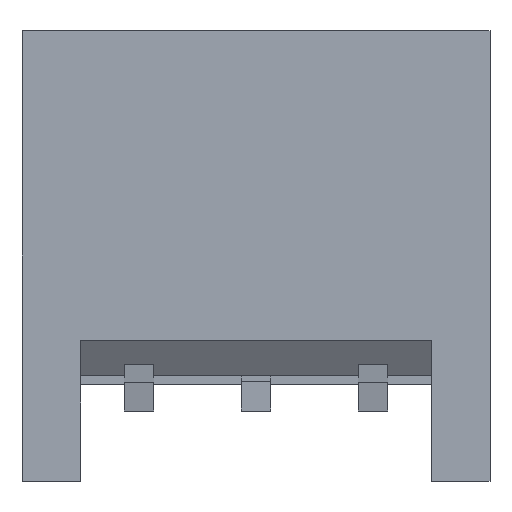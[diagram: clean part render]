
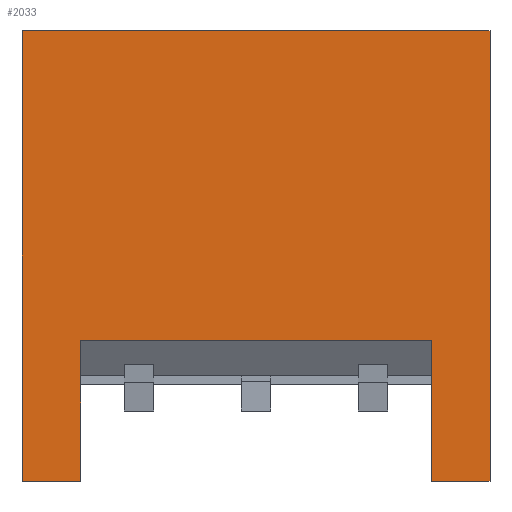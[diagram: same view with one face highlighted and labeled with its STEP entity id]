
A CAD part, front view. The second image highlights one B-rep face of the part: STEP entity #2033.
In plain terms, the highlighted planar face has unit normal (0, -1, 0).
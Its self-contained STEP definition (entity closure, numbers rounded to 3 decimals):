
#14=DIRECTION('',(1.,0.,0.));
#15=VECTOR('',#14,8.);
#16=CARTESIAN_POINT('',(-4.,-2.475,0.));
#17=LINE('',#16,#15);
#450=DIRECTION('',(0.,0.,-1.));
#451=VECTOR('',#450,7.7);
#452=CARTESIAN_POINT('',(4.,-2.475,0.));
#453=LINE('',#452,#451);
#454=DIRECTION('',(-1.,0.,0.));
#455=VECTOR('',#454,1.);
#456=CARTESIAN_POINT('',(4.,-2.475,-7.7));
#457=LINE('',#456,#455);
#458=DIRECTION('',(1.,0.,0.));
#459=VECTOR('',#458,6.);
#460=CARTESIAN_POINT('',(-3.,-2.475,-5.3));
#461=LINE('',#460,#459);
#462=DIRECTION('',(1.,0.,0.));
#463=VECTOR('',#462,1.);
#464=CARTESIAN_POINT('',(-4.,-2.475,-7.7));
#465=LINE('',#464,#463);
#466=DIRECTION('',(0.,0.,1.));
#467=VECTOR('',#466,7.7);
#468=CARTESIAN_POINT('',(-4.,-2.475,-7.7));
#469=LINE('',#468,#467);
#510=DIRECTION('',(0.,0.,1.));
#511=VECTOR('',#510,2.4);
#512=CARTESIAN_POINT('',(3.,-2.475,-7.7));
#513=LINE('',#512,#511);
#594=DIRECTION('',(0.,0.,1.));
#595=VECTOR('',#594,2.4);
#596=CARTESIAN_POINT('',(-3.,-2.475,-7.7));
#597=LINE('',#596,#595);
#1082=CARTESIAN_POINT('',(-4.,-2.475,0.));
#1083=CARTESIAN_POINT('',(4.,-2.475,0.));
#1084=VERTEX_POINT('',#1082);
#1085=VERTEX_POINT('',#1083);
#1114=CARTESIAN_POINT('',(-4.,-2.475,-7.7));
#1115=VERTEX_POINT('',#1114);
#1120=CARTESIAN_POINT('',(-3.,-2.475,-7.7));
#1121=VERTEX_POINT('',#1120);
#1124=CARTESIAN_POINT('',(-3.,-2.475,-5.3));
#1125=VERTEX_POINT('',#1124);
#1130=CARTESIAN_POINT('',(4.,-2.475,-7.7));
#1131=VERTEX_POINT('',#1130);
#1136=CARTESIAN_POINT('',(3.,-2.475,-7.7));
#1137=VERTEX_POINT('',#1136);
#1140=CARTESIAN_POINT('',(3.,-2.475,-5.3));
#1141=VERTEX_POINT('',#1140);
#2013=CARTESIAN_POINT('',(-4.,-2.475,0.));
#2014=DIRECTION('',(0.,-1.,0.));
#2015=DIRECTION('',(1.,0.,0.));
#2016=AXIS2_PLACEMENT_3D('',#2013,#2014,#2015);
#2017=PLANE('',#2016);
#2018=ORIENTED_EDGE('',*,*,#1779,.T.);
#2020=ORIENTED_EDGE('',*,*,#2019,.T.);
#2022=ORIENTED_EDGE('',*,*,#2021,.T.);
#2024=ORIENTED_EDGE('',*,*,#2023,.F.);
#2026=ORIENTED_EDGE('',*,*,#2025,.F.);
#2028=ORIENTED_EDGE('',*,*,#2027,.F.);
#2029=ORIENTED_EDGE('',*,*,#1995,.T.);
#2030=ORIENTED_EDGE('',*,*,#1451,.T.);
#2031=EDGE_LOOP('',(#2018,#2020,#2022,#2024,#2026,#2028,#2029,#2030));
#2032=FACE_OUTER_BOUND('',#2031,.F.);
#1451=EDGE_CURVE('',#1084,#1085,#17,.T.);
#1779=EDGE_CURVE('',#1085,#1131,#453,.T.);
#1995=EDGE_CURVE('',#1115,#1084,#469,.T.);
#2019=EDGE_CURVE('',#1131,#1137,#457,.T.);
#2021=EDGE_CURVE('',#1137,#1141,#513,.T.);
#2023=EDGE_CURVE('',#1125,#1141,#461,.T.);
#2025=EDGE_CURVE('',#1121,#1125,#597,.T.);
#2027=EDGE_CURVE('',#1115,#1121,#465,.T.);
#2033=ADVANCED_FACE('',(#2032),#2017,.T.);
